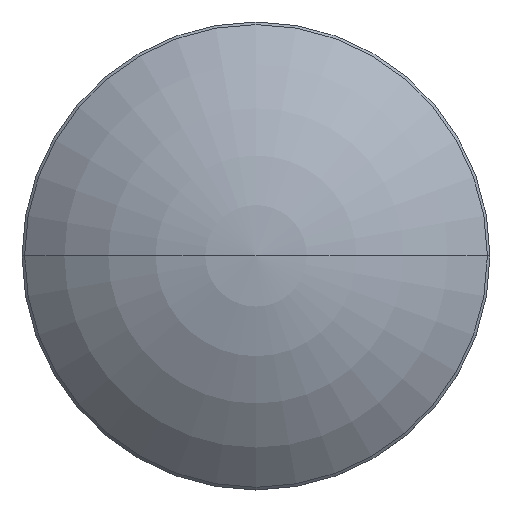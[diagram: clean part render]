
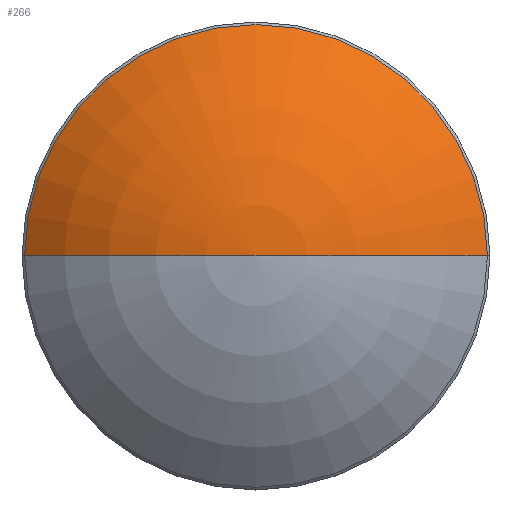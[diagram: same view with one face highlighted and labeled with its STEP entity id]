
A CAD part, top view. The second image highlights one B-rep face of the part: STEP entity #266.
In plain terms, the highlighted toroidal (fillet/blend) face has major radius 0.006 mm and minor radius 18.4 mm.
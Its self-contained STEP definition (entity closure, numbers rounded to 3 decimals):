
#10 = FACE_OUTER_BOUND ( 'NONE', #265, .T. ) ;
#13 = DIRECTION ( 'NONE',  ( -1., 0., 0. ) ) ;
#14 = DIRECTION ( 'NONE',  ( 0., 1., 0. ) ) ;
#15 = AXIS2_PLACEMENT_3D ( 'NONE', #22, #14, #13 ) ;
#18 = CARTESIAN_POINT ( 'NONE',  ( 0., 0., -14.86 ) ) ;
#19 = AXIS2_PLACEMENT_3D ( 'NONE', #18, #27, #26 ) ;
#22 = CARTESIAN_POINT ( 'NONE',  ( -0.006, 0., -14.86 ) ) ;
#23 = TOROIDAL_SURFACE ( 'NONE', #19, 0.006, 18.4 ) ;
#24 = CIRCLE ( 'NONE', #15, 18.4 ) ;
#26 = DIRECTION ( 'NONE',  ( 1., 0., 0. ) ) ;
#27 = DIRECTION ( 'NONE',  ( 0., 0., 1. ) ) ;
#40 = CIRCLE ( 'NONE', #125, 12.559 ) ;
#54 = CARTESIAN_POINT ( 'NONE',  ( 0., 0., 3.54 ) ) ;
#98 = DIRECTION ( 'NONE',  ( 0., 0., -1. ) ) ;
#99 = DIRECTION ( 'NONE',  ( 0., -1., 0. ) ) ;
#100 = CARTESIAN_POINT ( 'NONE',  ( 0.006, 0., -14.86 ) ) ;
#101 = AXIS2_PLACEMENT_3D ( 'NONE', #100, #99, #98 ) ;
#108 = CIRCLE ( 'NONE', #101, 18.4 ) ;
#122 = DIRECTION ( 'NONE',  ( 1., 0., 0. ) ) ;
#123 = DIRECTION ( 'NONE',  ( 0., 0., 1. ) ) ;
#124 = CARTESIAN_POINT ( 'NONE',  ( 0., 0., -1.407 ) ) ;
#125 = AXIS2_PLACEMENT_3D ( 'NONE', #124, #123, #122 ) ;
#135 = CARTESIAN_POINT ( 'NONE',  ( -12.559, 0., -1.407 ) ) ;
#136 = CARTESIAN_POINT ( 'NONE',  ( 12.559, 0., -1.407 ) ) ;
#214 = ORIENTED_EDGE ( 'NONE', *, *, #239, .F. ) ;
#222 = VERTEX_POINT ( 'NONE', #54 ) ;
#239 = EDGE_CURVE ( 'NONE', #283, #222, #108, .T. ) ;
#259 = EDGE_CURVE ( 'NONE', #284, #222, #24, .T. ) ;
#261 = ORIENTED_EDGE ( 'NONE', *, *, #286, .T. ) ;
#265 = EDGE_LOOP ( 'NONE', ( #261, #267, #214 ) ) ;
#266 = ADVANCED_FACE ( 'NONE', ( #10 ), #23, .T. ) ;
#267 = ORIENTED_EDGE ( 'NONE', *, *, #259, .T. ) ;
#283 = VERTEX_POINT ( 'NONE', #136 ) ;
#284 = VERTEX_POINT ( 'NONE', #135 ) ;
#286 = EDGE_CURVE ( 'NONE', #283, #284, #40, .T. ) ;
